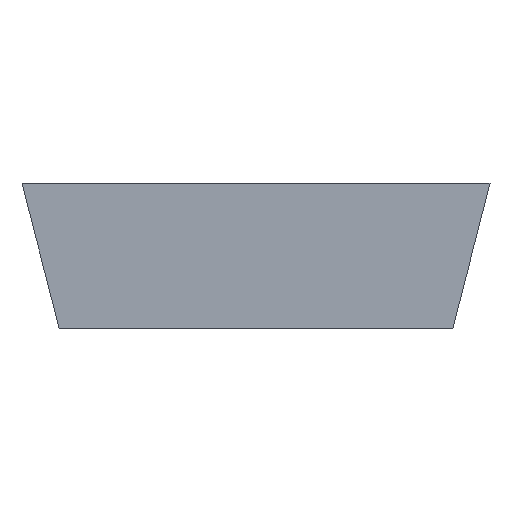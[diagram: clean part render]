
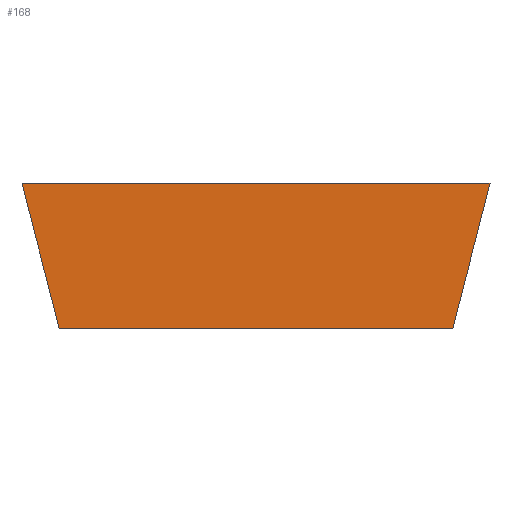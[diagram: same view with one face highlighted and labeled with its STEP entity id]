
A CAD part, top view. The second image highlights one B-rep face of the part: STEP entity #168.
In plain terms, the highlighted planar face has unit normal (0, 0, 1).
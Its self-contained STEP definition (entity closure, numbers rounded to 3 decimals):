
#32 = VERTEX_POINT('',#33);
#33 = CARTESIAN_POINT('',(16.838,342.947,2.005
    ));
#54 = VERTEX_POINT('',#55);
#55 = CARTESIAN_POINT('',(33.127,279.552,2.
    ));
#61 = EDGE_CURVE('',#54,#32,#62,.T.);
#62 = LINE('',#63,#64);
#63 = CARTESIAN_POINT('',(33.127,279.552,2.
    ));
#64 = VECTOR('',#65,1.);
#65 = DIRECTION('',(-0.249,0.969,0.));
#79 = VERTEX_POINT('',#80);
#80 = CARTESIAN_POINT('',(205.235,279.58,2.
    ));
#86 = EDGE_CURVE('',#79,#54,#87,.T.);
#87 = LINE('',#88,#89);
#88 = CARTESIAN_POINT('',(205.235,279.58,2.
    ));
#89 = VECTOR('',#90,1.);
#90 = DIRECTION('',(-1.,0.,
    0.));
#116 = VERTEX_POINT('',#117);
#117 = CARTESIAN_POINT('',(221.503,342.98,
    2.005));
#123 = EDGE_CURVE('',#79,#116,#124,.T.);
#124 = LINE('',#125,#126);
#125 = CARTESIAN_POINT('',(205.235,279.58,
    2.));
#126 = VECTOR('',#127,1.);
#127 = DIRECTION('',(0.249,0.969,0.));
#156 = EDGE_CURVE('',#32,#116,#157,.T.);
#157 = LINE('',#158,#159);
#158 = CARTESIAN_POINT('',(16.838,342.947,
    2.005));
#159 = VECTOR('',#160,1.);
#160 = DIRECTION('',(1.,0.,
    0.));
#168 = ADVANCED_FACE('',(#169),#175,.T.);
#169 = FACE_BOUND('',#170,.T.);
#170 = EDGE_LOOP('',(#171,#172,#173,#174));
#171 = ORIENTED_EDGE('',*,*,#156,.F.);
#172 = ORIENTED_EDGE('',*,*,#61,.F.);
#173 = ORIENTED_EDGE('',*,*,#86,.F.);
#174 = ORIENTED_EDGE('',*,*,#123,.T.);
#175 = PLANE('',#176);
#176 = AXIS2_PLACEMENT_3D('',#177,#178,#179);
#177 = CARTESIAN_POINT('',(119.176,313.298,2.003)
  );
#178 = DIRECTION('',(0.,0.,
    1.));
#179 = DIRECTION('',(0.,1.,0.));
